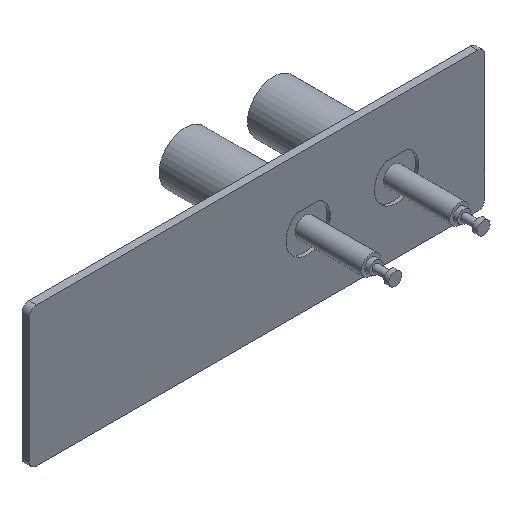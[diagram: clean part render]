
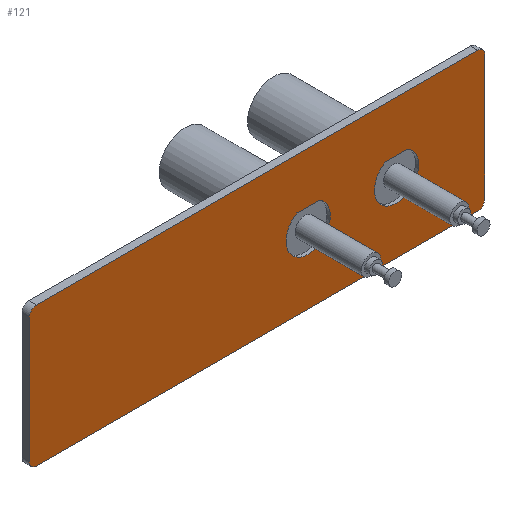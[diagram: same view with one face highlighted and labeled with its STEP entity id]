
A CAD part, isometric view. The second image highlights one B-rep face of the part: STEP entity #121.
In plain terms, the highlighted planar face has unit normal (0, -1, 0).
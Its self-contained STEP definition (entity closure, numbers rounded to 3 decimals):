
#22 = VERTEX_POINT('',#23);
#23 = CARTESIAN_POINT('',(-12.971,96.767,-5.621));
#41 = VERTEX_POINT('',#42);
#42 = CARTESIAN_POINT('',(-11.471,96.767,-7.121));
#48 = EDGE_CURVE('',#22,#41,#49,.T.);
#49 = CIRCLE('',#50,1.5);
#50 = AXIS2_PLACEMENT_3D('',#51,#52,#53);
#51 = CARTESIAN_POINT('',(-11.471,96.767,-5.621));
#52 = DIRECTION('',(0.,-1.,0.));
#53 = DIRECTION('',(1.,0.,0.));
#73 = VERTEX_POINT('',#74);
#74 = CARTESIAN_POINT('',(-12.971,96.767,21.379));
#80 = EDGE_CURVE('',#22,#73,#81,.T.);
#81 = LINE('',#82,#83);
#82 = CARTESIAN_POINT('',(-12.971,96.767,-5.621));
#83 = VECTOR('',#84,1.);
#84 = DIRECTION('',(0.,0.,1.));
#104 = VERTEX_POINT('',#105);
#105 = CARTESIAN_POINT('',(83.529,96.767,-7.121));
#111 = EDGE_CURVE('',#41,#104,#112,.T.);
#112 = LINE('',#113,#114);
#113 = CARTESIAN_POINT('',(-11.471,96.767,-7.121));
#114 = VECTOR('',#115,1.);
#115 = DIRECTION('',(1.,0.,0.));
#121 = ADVANCED_FACE('',(#122,#168,#187),#206,.F.);
#122 = FACE_BOUND('',#123,.F.);
#123 = EDGE_LOOP('',(#124,#125,#126,#135,#143,#152,#160,#167));
#124 = ORIENTED_EDGE('',*,*,#48,.F.);
#125 = ORIENTED_EDGE('',*,*,#80,.T.);
#126 = ORIENTED_EDGE('',*,*,#127,.F.);
#127 = EDGE_CURVE('',#128,#73,#130,.T.);
#128 = VERTEX_POINT('',#129);
#129 = CARTESIAN_POINT('',(-11.471,96.767,22.879));
#130 = CIRCLE('',#131,1.5);
#131 = AXIS2_PLACEMENT_3D('',#132,#133,#134);
#132 = CARTESIAN_POINT('',(-11.471,96.767,21.379));
#133 = DIRECTION('',(0.,-1.,0.));
#134 = DIRECTION('',(1.,0.,0.));
#135 = ORIENTED_EDGE('',*,*,#136,.T.);
#136 = EDGE_CURVE('',#128,#137,#139,.T.);
#137 = VERTEX_POINT('',#138);
#138 = CARTESIAN_POINT('',(83.529,96.767,22.879));
#139 = LINE('',#140,#141);
#140 = CARTESIAN_POINT('',(-11.471,96.767,22.879));
#141 = VECTOR('',#142,1.);
#142 = DIRECTION('',(1.,0.,0.));
#143 = ORIENTED_EDGE('',*,*,#144,.F.);
#144 = EDGE_CURVE('',#145,#137,#147,.T.);
#145 = VERTEX_POINT('',#146);
#146 = CARTESIAN_POINT('',(85.029,96.767,21.379));
#147 = CIRCLE('',#148,1.5);
#148 = AXIS2_PLACEMENT_3D('',#149,#150,#151);
#149 = CARTESIAN_POINT('',(83.529,96.767,21.379));
#150 = DIRECTION('',(0.,-1.,0.));
#151 = DIRECTION('',(1.,0.,0.));
#152 = ORIENTED_EDGE('',*,*,#153,.T.);
#153 = EDGE_CURVE('',#145,#154,#156,.T.);
#154 = VERTEX_POINT('',#155);
#155 = CARTESIAN_POINT('',(85.029,96.767,-5.621));
#156 = LINE('',#157,#158);
#157 = CARTESIAN_POINT('',(85.029,96.767,21.379));
#158 = VECTOR('',#159,1.);
#159 = DIRECTION('',(0.,0.,-1.));
#160 = ORIENTED_EDGE('',*,*,#161,.F.);
#161 = EDGE_CURVE('',#104,#154,#162,.T.);
#162 = CIRCLE('',#163,1.5);
#163 = AXIS2_PLACEMENT_3D('',#164,#165,#166);
#164 = CARTESIAN_POINT('',(83.529,96.767,-5.621));
#165 = DIRECTION('',(0.,-1.,0.));
#166 = DIRECTION('',(1.,0.,0.));
#167 = ORIENTED_EDGE('',*,*,#111,.F.);
#168 = FACE_BOUND('',#169,.F.);
#169 = EDGE_LOOP('',(#170,#181));
#170 = ORIENTED_EDGE('',*,*,#171,.T.);
#171 = EDGE_CURVE('',#172,#174,#176,.T.);
#172 = VERTEX_POINT('',#173);
#173 = CARTESIAN_POINT('',(44.643,96.767,12.003));
#174 = VERTEX_POINT('',#175);
#175 = CARTESIAN_POINT('',(49.414,96.767,12.004));
#176 = CIRCLE('',#177,4.765);
#177 = AXIS2_PLACEMENT_3D('',#178,#179,#180);
#178 = CARTESIAN_POINT('',(47.029,96.767,7.879));
#179 = DIRECTION('',(0.,-1.,0.));
#180 = DIRECTION('',(1.,0.,0.));
#181 = ORIENTED_EDGE('',*,*,#182,.T.);
#182 = EDGE_CURVE('',#174,#172,#183,.T.);
#183 = LINE('',#184,#185);
#184 = CARTESIAN_POINT('',(49.414,96.767,12.004));
#185 = VECTOR('',#186,1.);
#186 = DIRECTION('',(-1.,0.,
    0.));
#187 = FACE_BOUND('',#188,.F.);
#188 = EDGE_LOOP('',(#189,#200));
#189 = ORIENTED_EDGE('',*,*,#190,.T.);
#190 = EDGE_CURVE('',#191,#193,#195,.T.);
#191 = VERTEX_POINT('',#192);
#192 = CARTESIAN_POINT('',(63.674,96.767,12.003));
#193 = VERTEX_POINT('',#194);
#194 = CARTESIAN_POINT('',(68.444,96.767,12.004));
#195 = CIRCLE('',#196,4.765);
#196 = AXIS2_PLACEMENT_3D('',#197,#198,#199);
#197 = CARTESIAN_POINT('',(66.059,96.767,7.879));
#198 = DIRECTION('',(0.,-1.,0.));
#199 = DIRECTION('',(1.,0.,0.));
#200 = ORIENTED_EDGE('',*,*,#201,.T.);
#201 = EDGE_CURVE('',#193,#191,#202,.T.);
#202 = LINE('',#203,#204);
#203 = CARTESIAN_POINT('',(68.444,96.767,12.004));
#204 = VECTOR('',#205,1.);
#205 = DIRECTION('',(-1.,0.,
    0.));
#206 = PLANE('',#207);
#207 = AXIS2_PLACEMENT_3D('',#208,#209,#210);
#208 = CARTESIAN_POINT('',(36.029,96.767,7.879));
#209 = DIRECTION('',(-0.,1.,0.));
#210 = DIRECTION('',(-1.,0.,0.));
